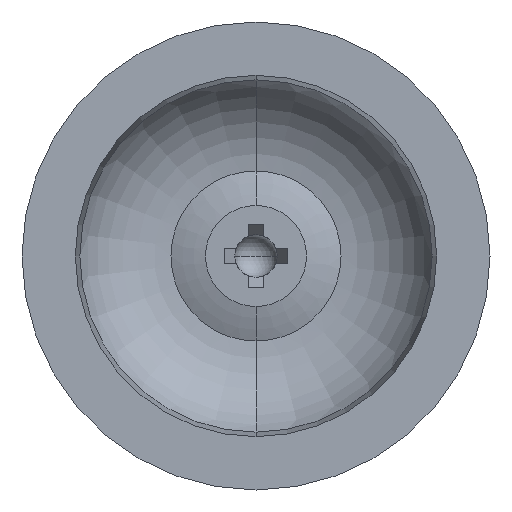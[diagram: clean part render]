
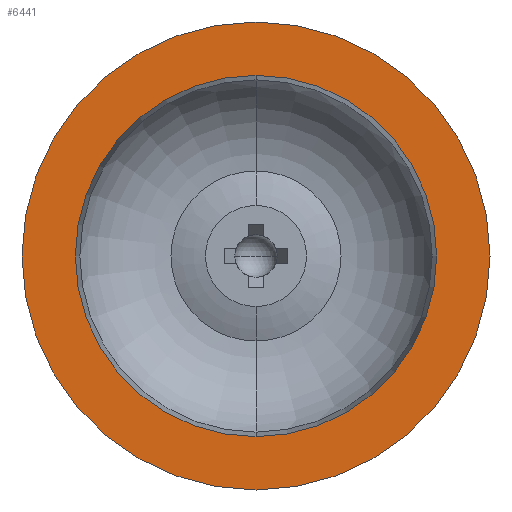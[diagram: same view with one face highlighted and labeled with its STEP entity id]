
A CAD part, front view. The second image highlights one B-rep face of the part: STEP entity #6441.
In plain terms, the highlighted planar face has unit normal (0, -1, 0).
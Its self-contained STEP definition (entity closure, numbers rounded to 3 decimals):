
#13 = CARTESIAN_POINT ( 'NONE',  ( 0., 0., -16.985 ) ) ;
#127 = CARTESIAN_POINT ( 'NONE',  ( 0., 0., 16.985 ) ) ;
#143 = CARTESIAN_POINT ( 'NONE',  ( 0., 0., 22. ) ) ;
#155 = CARTESIAN_POINT ( 'NONE',  ( 0., 0., -22. ) ) ;
#495 = EDGE_LOOP ( 'NONE', ( #3141, #3153 ) ) ;
#662 = EDGE_LOOP ( 'NONE', ( #3111, #3129 ) ) ;
#3111 = ORIENTED_EDGE ( 'NONE', *, *, #5058, .F. ) ;
#3129 = ORIENTED_EDGE ( 'NONE', *, *, #5036, .F. ) ;
#3141 = ORIENTED_EDGE ( 'NONE', *, *, #5056, .T. ) ;
#3153 = ORIENTED_EDGE ( 'NONE', *, *, #5059, .T. ) ;
#3420 = VERTEX_POINT ( 'NONE', #155 ) ;
#3431 = VERTEX_POINT ( 'NONE', #143 ) ;
#3444 = VERTEX_POINT ( 'NONE', #127 ) ;
#3539 = VERTEX_POINT ( 'NONE', #13 ) ;
#4231 = AXIS2_PLACEMENT_3D ( 'NONE', #7476, #7477, #7478 ) ;
#4247 = AXIS2_PLACEMENT_3D ( 'NONE', #7532, #7533, #7534 ) ;
#4248 = AXIS2_PLACEMENT_3D ( 'NONE', #7535, #7536, #7537 ) ;
#4249 = AXIS2_PLACEMENT_3D ( 'NONE', #7538, #7539, #7540 ) ;
#4487 = AXIS2_PLACEMENT_3D ( 'NONE', #9986, #9985, #9990 ) ;
#5036 = EDGE_CURVE ( 'NONE', #3444, #3539, #5729, .T. ) ;
#5056 = EDGE_CURVE ( 'NONE', #3420, #3431, #5704, .T. ) ;
#5058 = EDGE_CURVE ( 'NONE', #3539, #3444, #5702, .T. ) ;
#5059 = EDGE_CURVE ( 'NONE', #3431, #3420, #5699, .T. ) ;
#5699 = CIRCLE ( 'NONE', #4249, 22. ) ;
#5702 = CIRCLE ( 'NONE', #4248, 16.985 ) ;
#5704 = CIRCLE ( 'NONE', #4247, 22. ) ;
#5729 = CIRCLE ( 'NONE', #4231, 16.985 ) ;
#6441 = ADVANCED_FACE ( 'NONE', ( #8109, #8100 ), #9988, .F. ) ;
#7476 = CARTESIAN_POINT ( 'NONE',  ( 0., 0., 0. ) ) ;
#7477 = DIRECTION ( 'NONE',  ( 0., -1., 0. ) ) ;
#7478 = DIRECTION ( 'NONE',  ( 0., 0., -1. ) ) ;
#7532 = CARTESIAN_POINT ( 'NONE',  ( 0., 0., 0. ) ) ;
#7533 = DIRECTION ( 'NONE',  ( 0., -1., 0. ) ) ;
#7534 = DIRECTION ( 'NONE',  ( 0., 0., -1. ) ) ;
#7535 = CARTESIAN_POINT ( 'NONE',  ( 0., 0., 0. ) ) ;
#7536 = DIRECTION ( 'NONE',  ( 0., -1., 0. ) ) ;
#7537 = DIRECTION ( 'NONE',  ( 0., 0., -1. ) ) ;
#7538 = CARTESIAN_POINT ( 'NONE',  ( 0., 0., 0. ) ) ;
#7539 = DIRECTION ( 'NONE',  ( 0., -1., 0. ) ) ;
#7540 = DIRECTION ( 'NONE',  ( 0., 0., -1. ) ) ;
#8100 = FACE_OUTER_BOUND ( 'NONE', #495, .T. ) ;
#8109 = FACE_BOUND ( 'NONE', #662, .T. ) ;
#9985 = DIRECTION ( 'NONE',  ( 0., 1., 0. ) ) ;
#9986 = CARTESIAN_POINT ( 'NONE',  ( -22., 0., 0. ) ) ;
#9988 = PLANE ( 'NONE',  #4487 ) ;
#9990 = DIRECTION ( 'NONE',  ( 0., 0., 1. ) ) ;
